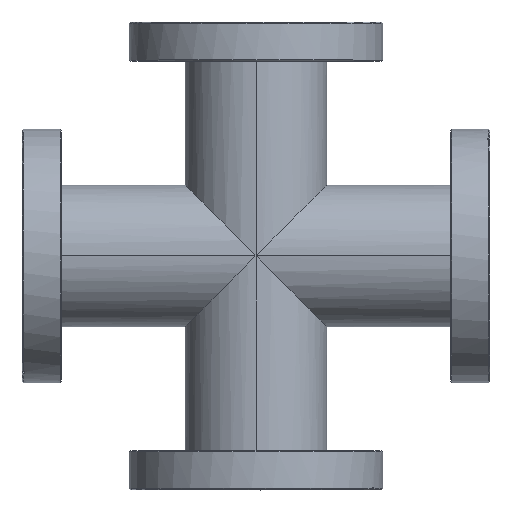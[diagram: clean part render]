
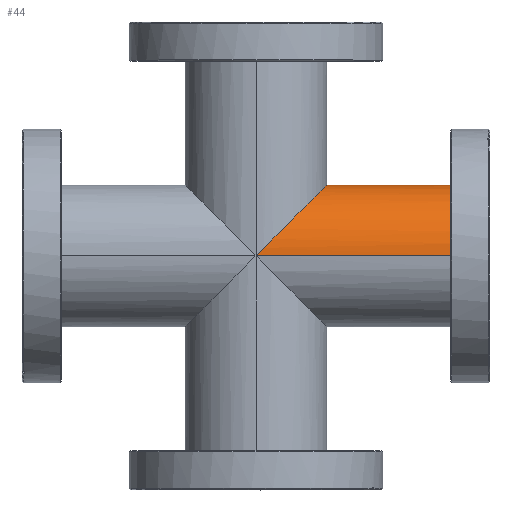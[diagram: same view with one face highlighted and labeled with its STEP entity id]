
A CAD part, top view. The second image highlights one B-rep face of the part: STEP entity #44.
In plain terms, the highlighted cylindrical face has radius 31.75 mm (diameter 63.5 mm), a partial arc.
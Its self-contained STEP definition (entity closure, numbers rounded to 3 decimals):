
#44 = ADVANCED_FACE ( 'NONE', ( #404 ), #409, .T. ) ;
#404 = FACE_OUTER_BOUND ( 'NONE', #1275, .T. ) ;
#409 = CYLINDRICAL_SURFACE ( 'NONE', #1663, 31.75 ) ;
#796 = LINE ( 'NONE', #2376, #798 ) ;
#798 = VECTOR ( 'NONE', #2382, 1000. ) ;
#799 = LINE ( 'NONE', #2385, #802 ) ;
#801 = CIRCLE ( 'NONE', #1820, 31.75 ) ;
#802 = VECTOR ( 'NONE', #2386, 1000. ) ;
#1222 = CARTESIAN_POINT ( 'NONE',  ( 0., 0., -31.75 ) ) ;
#1223 = CARTESIAN_POINT ( 'NONE',  ( 63.5, 63.5, -31.75 ) ) ;
#1228 = CARTESIAN_POINT ( 'NONE',  ( 63.5, 63.5, 31.75 ) ) ;
#1229 = CARTESIAN_POINT ( 'NONE',  ( 0., 0., 31.75 ) ) ;
#1275 = EDGE_LOOP ( 'NONE', ( #3445, #3409, #3397, #1923 ) ) ;
#1381 = VERTEX_POINT ( 'NONE', #2956 ) ;
#1402 = VERTEX_POINT ( 'NONE', #2974 ) ;
#1409 = VERTEX_POINT ( 'NONE', #2980 ) ;
#1421 = VERTEX_POINT ( 'NONE', #2988 ) ;
#1663 = AXIS2_PLACEMENT_3D ( 'NONE', #3306, #3334, #3292 ) ;
#1820 = AXIS2_PLACEMENT_3D ( 'NONE', #2389, #2390, #2391 ) ;
#1923 = ORIENTED_EDGE ( 'NONE', *, *, #2247, .F. ) ;
#2240 = EDGE_CURVE ( 'NONE', #1402, #1409, #3071, .T. ) ;
#2245 = EDGE_CURVE ( 'NONE', #1381, #1402, #796, .T. ) ;
#2247 = EDGE_CURVE ( 'NONE', #1421, #1409, #799, .T. ) ;
#2248 = EDGE_CURVE ( 'NONE', #1381, #1421, #801, .T. ) ;
#2376 = CARTESIAN_POINT ( 'NONE',  ( 95.3, 0., -31.75 ) ) ;
#2382 = DIRECTION ( 'NONE',  ( -1., 0., 0. ) ) ;
#2385 = CARTESIAN_POINT ( 'NONE',  ( 95.3, 0., 31.75 ) ) ;
#2386 = DIRECTION ( 'NONE',  ( -1., 0., 0. ) ) ;
#2389 = CARTESIAN_POINT ( 'NONE',  ( 95.3, 0., 0. ) ) ;
#2390 = DIRECTION ( 'NONE',  ( 1., 0., 0. ) ) ;
#2391 = DIRECTION ( 'NONE',  ( 0., 0., -1. ) ) ;
#2956 = CARTESIAN_POINT ( 'NONE',  ( 95.3, 0., -31.75 ) ) ;
#2974 = CARTESIAN_POINT ( 'NONE',  ( 0., 0., -31.75 ) ) ;
#2980 = CARTESIAN_POINT ( 'NONE',  ( 0., 0., 31.75 ) ) ;
#2988 = CARTESIAN_POINT ( 'NONE',  ( 95.3, 0., 31.75 ) ) ;
#3071 =( BOUNDED_CURVE ( )  B_SPLINE_CURVE ( 3, ( #1222, #1223, #1228, #1229 ),
 .UNSPECIFIED., .F., .T. ) 
 B_SPLINE_CURVE_WITH_KNOTS ( ( 4, 4 ),
 ( 1.571, 4.712 ),
 .UNSPECIFIED. ) 
 CURVE ( )  GEOMETRIC_REPRESENTATION_ITEM ( )  RATIONAL_B_SPLINE_CURVE ( ( 1., 0.333, 0.333, 1. ) ) 
 REPRESENTATION_ITEM ( '' )  );
#3292 = DIRECTION ( 'NONE',  ( 0., 0., 1. ) ) ;
#3306 = CARTESIAN_POINT ( 'NONE',  ( 95.3, 0., 0. ) ) ;
#3334 = DIRECTION ( 'NONE',  ( -1., 0., 0. ) ) ;
#3397 = ORIENTED_EDGE ( 'NONE', *, *, #2240, .T. ) ;
#3409 = ORIENTED_EDGE ( 'NONE', *, *, #2245, .T. ) ;
#3445 = ORIENTED_EDGE ( 'NONE', *, *, #2248, .F. ) ;
